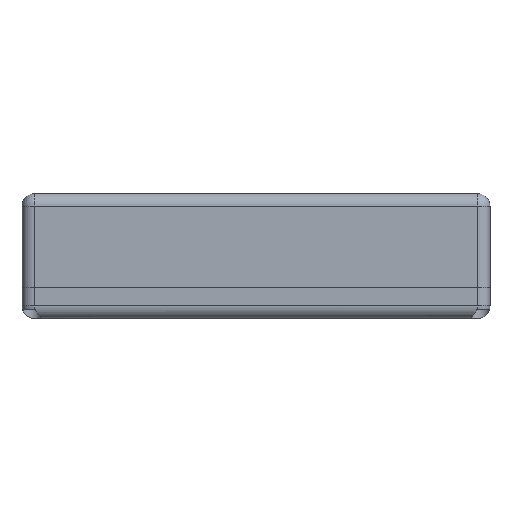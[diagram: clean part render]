
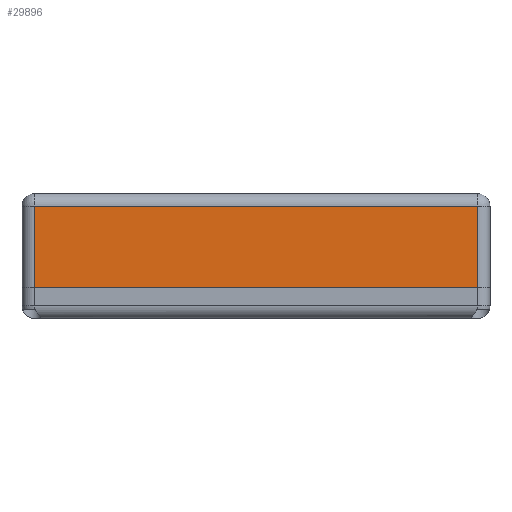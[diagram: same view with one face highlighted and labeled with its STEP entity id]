
A CAD part, front view. The second image highlights one B-rep face of the part: STEP entity #29896.
In plain terms, the highlighted planar face has unit normal (0, -1, 0).
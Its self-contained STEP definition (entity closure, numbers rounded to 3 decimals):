
#3701=FACE_OUTER_BOUND('',#5474,.T.);
#5474=EDGE_LOOP('',(#25573,#25574,#25575,#25576));
#8068=LINE('',#52385,#10951);
#8069=LINE('',#52387,#10952);
#8071=LINE('',#52393,#10954);
#8075=LINE('',#52403,#10958);
#10951=VECTOR('',#35968,10.);
#10952=VECTOR('',#35971,10.);
#10954=VECTOR('',#35977,10.);
#10958=VECTOR('',#35989,10.);
#13874=VERTEX_POINT('',#52359);
#13877=VERTEX_POINT('',#52377);
#13878=VERTEX_POINT('',#52383);
#13879=VERTEX_POINT('',#52389);
#17890=EDGE_CURVE('',#13878,#13877,#8068,.T.);
#17891=EDGE_CURVE('',#13877,#13874,#8069,.T.);
#17894=EDGE_CURVE('',#13874,#13879,#8071,.T.);
#17899=EDGE_CURVE('',#13879,#13878,#8075,.T.);
#25573=ORIENTED_EDGE('',*,*,#17894,.F.);
#25574=ORIENTED_EDGE('',*,*,#17891,.F.);
#25575=ORIENTED_EDGE('',*,*,#17890,.F.);
#25576=ORIENTED_EDGE('',*,*,#17899,.F.);
#28425=PLANE('',#31333);
#29896=ADVANCED_FACE('',(#3701),#28425,.T.);
#31333=AXIS2_PLACEMENT_3D('',#52402,#35987,#35988);
#35968=DIRECTION('',(0.,0.,1.));
#35971=DIRECTION('',(1.,0.,0.));
#35977=DIRECTION('',(0.,0.,-1.));
#35987=DIRECTION('center_axis',(0.,-1.,0.));
#35988=DIRECTION('ref_axis',(-1.,0.,0.));
#35989=DIRECTION('',(-1.,0.,0.));
#52359=CARTESIAN_POINT('',(71.,-47.5,-4.));
#52377=CARTESIAN_POINT('',(-71.,-47.5,-4.));
#52383=CARTESIAN_POINT('',(-71.,-47.5,-30.));
#52385=CARTESIAN_POINT('',(-71.,-47.5,0.));
#52387=CARTESIAN_POINT('',(37.5,-47.5,-4.));
#52389=CARTESIAN_POINT('',(71.,-47.5,-30.));
#52393=CARTESIAN_POINT('',(71.,-47.5,0.));
#52402=CARTESIAN_POINT('Origin',(75.,-47.5,0.));
#52403=CARTESIAN_POINT('',(-75.,-47.5,-30.));
